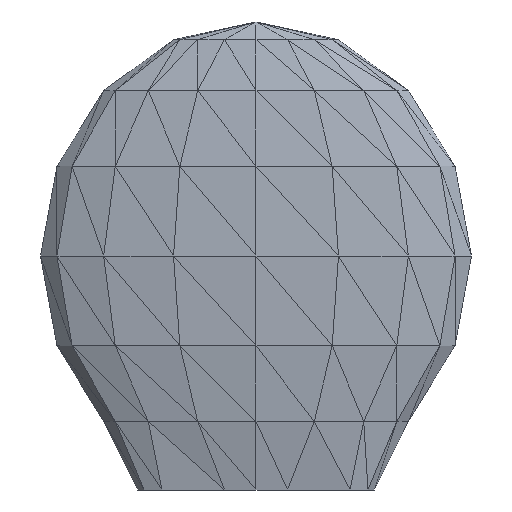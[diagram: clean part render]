
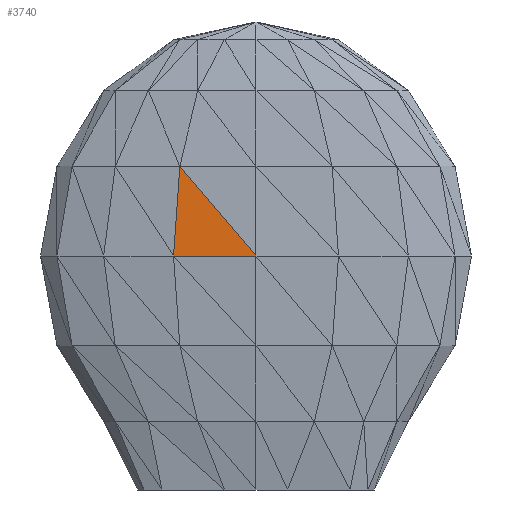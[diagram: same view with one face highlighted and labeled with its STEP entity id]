
A CAD part, front view. The second image highlights one B-rep face of the part: STEP entity #3740.
In plain terms, the highlighted planar face has unit normal (-0.036, -0.999, 0.033).
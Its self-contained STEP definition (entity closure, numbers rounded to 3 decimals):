
#3127=CARTESIAN_POINT('',(0.628,-1.959,12.649));
#3126=VERTEX_POINT('',#3127);
#3166=CARTESIAN_POINT('',(5.085,-2.121,12.649));
#3165=VERTEX_POINT('',#3166);
#3740=ADVANCED_FACE('',(#3746),#3741,.T.);
#3741=PLANE('',#3742);
#3742=AXIS2_PLACEMENT_3D('',#3743,#3744,#3745);
#3743=CARTESIAN_POINT('',(5.085,-2.121,12.649));
#3744=DIRECTION('',(-0.036,-0.999,0.033));
#3745=DIRECTION('',(0.,0.,1.));
#3746=FACE_OUTER_BOUND('',#3747,.T.);
#3747=EDGE_LOOP('',(#3748,#3758,#3768));
#3751=CARTESIAN_POINT('',(0.968,-1.81,17.49));
#3750=VERTEX_POINT('',#3751);
#3749=EDGE_CURVE('',#3750,#3165,#3754,.T.);
#3754=LINE('',#3751,#3756);
#3756=VECTOR('',#3757,6.363);
#3757=DIRECTION('',(0.647,-0.049,-0.761));
#3748=ORIENTED_EDGE('',*,*,#3749,.F.);
#3759=EDGE_CURVE('',#3126,#3750,#3764,.T.);
#3764=LINE('',#3127,#3766);
#3766=VECTOR('',#3767,4.855);
#3767=DIRECTION('',(0.07,0.031,0.997));
#3758=ORIENTED_EDGE('',*,*,#3759,.F.);
#3769=EDGE_CURVE('',#3165,#3126,#3774,.T.);
#3774=LINE('',#3166,#3776);
#3776=VECTOR('',#3777,4.46);
#3777=DIRECTION('',(-0.999,0.036,0.0));
#3768=ORIENTED_EDGE('',*,*,#3769,.F.);
